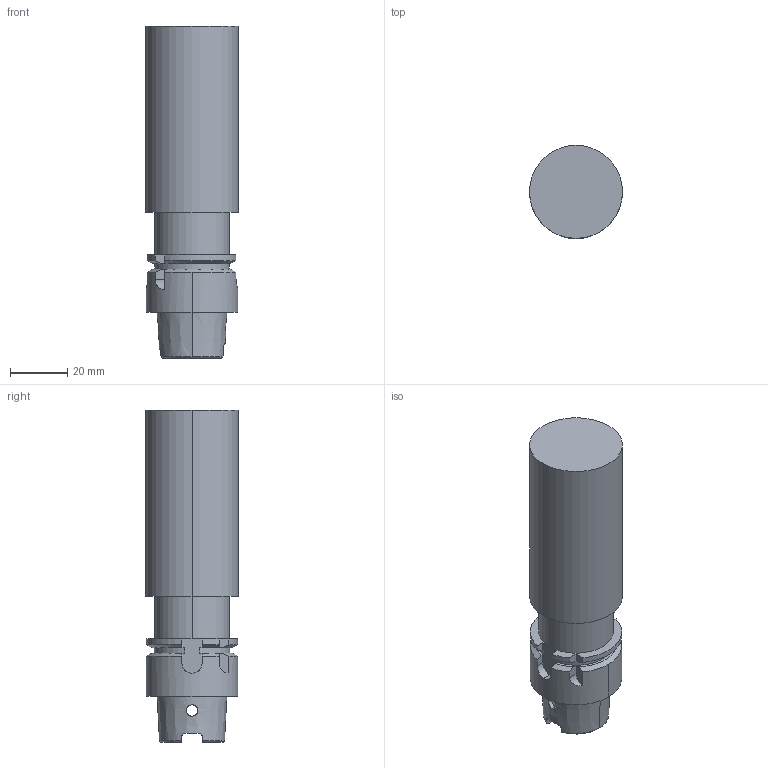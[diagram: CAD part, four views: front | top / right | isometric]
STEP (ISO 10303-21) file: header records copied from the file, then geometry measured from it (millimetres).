
FILE_DESCRIPTION (( 'STEP AP203' ), '1' );
FILE_NAME ('STP-SAKEM-70.001.32.5.100.STEP', '2021-05-12T09:38:25', ( '' ), ( '' ), 'SwSTEP 2.0', 'SolidWorks 2017', '' );
FILE_SCHEMA (( 'CONFIG_CONTROL_DESIGN' ));
Length unit declared in the file: millimetre
Products named in the file (1): STP-SAKEM-70.001.32.5.100
Bounding box: 32.5 x 32.5 x 116 mm (x, y, z)
Volume: 76850.9 mm3; surface area: 15096.7 mm2
Topology: 1 solids, 1 shells, 90 faces, 242 edges, 155 vertices
Faces by surface type: cylinder 33, plane 33, cone 17, torus 7
Entity records: 3274 total; most frequent: CARTESIAN_POINT 952, ORIENTED_EDGE 484, DIRECTION 463, EDGE_CURVE 242, AXIS2_PLACEMENT_3D 178, VERTEX_POINT 155, VECTOR 107, LINE 107
